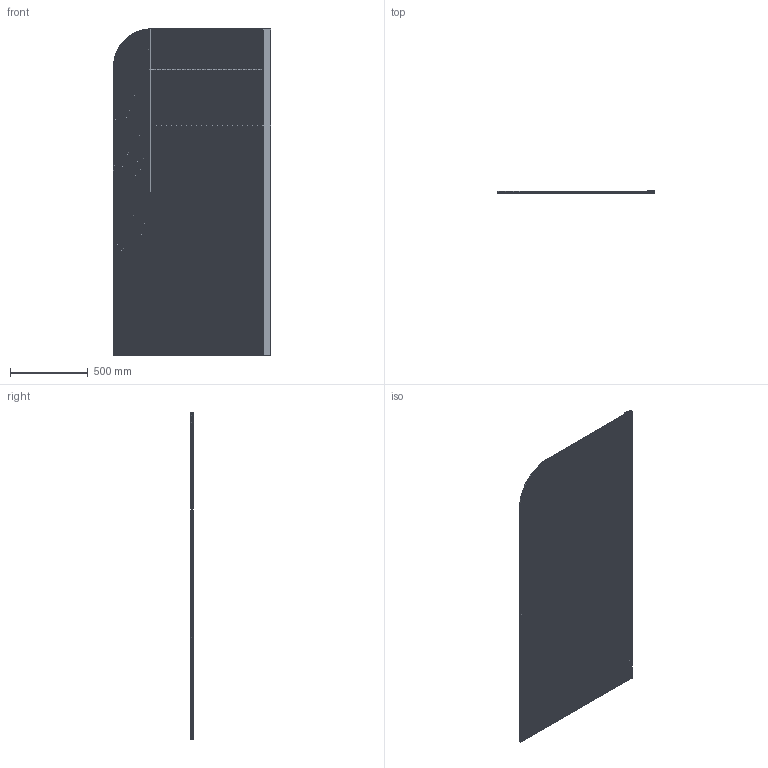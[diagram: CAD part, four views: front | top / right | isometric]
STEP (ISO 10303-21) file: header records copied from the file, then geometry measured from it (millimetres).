
FILE_DESCRIPTION(/* description */ (''),/* implementation_level */ '2;1');
FILE_NAME(/* name */ 'STEP - W31SC01 1000 channel fluted-L_1710066',/* time_stamp */ '2024-08-07T15:20:09+10:00',/* author */ (''),/* organization */ (''),/* preprocessor_version */ 'ST-DEVELOPER v16.5',/* originating_system */ 'Rhino 7.23',/* authorisation */ '');
FILE_SCHEMA (('AUTOMOTIVE_DESIGN'));
Length unit declared in the file: millimetre
Products named in the file (7): Document; W31SC01ǽ����-�� \X2\FFFD
-L 1000x2100x1020; AL022ǽ��19; 3.2�߽���2100234; AL1022-210016; H31�̲�-W31��18; �rĶ˸�SJ21078
Assembly tree (6 placements, depth 4):
  Document
    W31SC01ǽ����-�� \X2\FFFD
-L 1000x2100x1020
      AL022ǽ��19
        3.2�߽���2100234
        AL1022-210016
      H31�̲�-W31��18
      �rĶ˸�SJ21078
Bounding box: 1011 x 19.88 x 2101.8 mm (x, y, z)
Volume: 19037942.5 mm3; surface area: 5008076.7 mm2
Topology: 4 solids, 4 shells, 706 faces, 2073 edges, 1368 vertices
Faces by surface type: plane 366, cylinder 328, bspline 12
Entity records: 22210 total; most frequent: CARTESIAN_POINT 9147, ORIENTED_EDGE 4138, EDGE_CURVE 2069, VERTEX_POINT 1368, B_SPLINE_CURVE_WITH_KNOTS 1032, DIRECTION 728, EDGE_LOOP 721, AXIS2_PLACEMENT_3D 711
